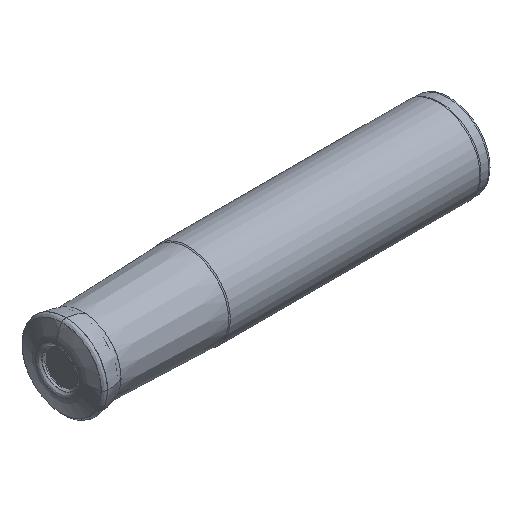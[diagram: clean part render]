
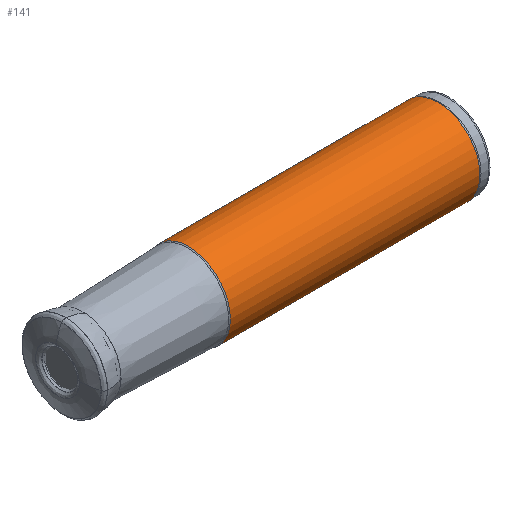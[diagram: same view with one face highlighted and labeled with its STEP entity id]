
A CAD part, isometric view. The second image highlights one B-rep face of the part: STEP entity #141.
In plain terms, the highlighted cylindrical face has radius 16 mm (diameter 32 mm), a full revolution.
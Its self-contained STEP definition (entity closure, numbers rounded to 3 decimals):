
#33=CYLINDRICAL_SURFACE('',#693,16.);
#67=FACE_BOUND('',#263,.T.);
#68=FACE_BOUND('',#264,.T.);
#141=ADVANCED_FACE('',(#67,#68),#33,.T.);
#263=EDGE_LOOP('',(#468));
#264=EDGE_LOOP('',(#469));
#316=CIRCLE('',#690,16.);
#317=CIRCLE('',#692,16.);
#468=ORIENTED_EDGE('',*,*,#601,.F.);
#469=ORIENTED_EDGE('',*,*,#600,.T.);
#521=VERTEX_POINT('',#2652);
#522=VERTEX_POINT('',#2655);
#600=EDGE_CURVE('',#521,#521,#316,.T.);
#601=EDGE_CURVE('',#522,#522,#317,.T.);
#690=AXIS2_PLACEMENT_3D('',#2651,#802,#803);
#692=AXIS2_PLACEMENT_3D('',#2654,#806,#807);
#693=AXIS2_PLACEMENT_3D('',#2656,#808,#809);
#802=DIRECTION('',(-1.,0.,0.));
#803=DIRECTION('',(0.,0.,1.));
#806=DIRECTION('',(-1.,0.,0.));
#807=DIRECTION('',(0.,0.,1.));
#808=DIRECTION('',(-1.,0.,0.));
#809=DIRECTION('',(0.,0.,1.));
#2651=CARTESIAN_POINT('',(145.313,0.,0.));
#2652=CARTESIAN_POINT('',(145.313,0.,16.));
#2654=CARTESIAN_POINT('',(50.,0.,0.));
#2655=CARTESIAN_POINT('',(50.,0.,16.));
#2656=CARTESIAN_POINT('',(0.,0.,0.));
